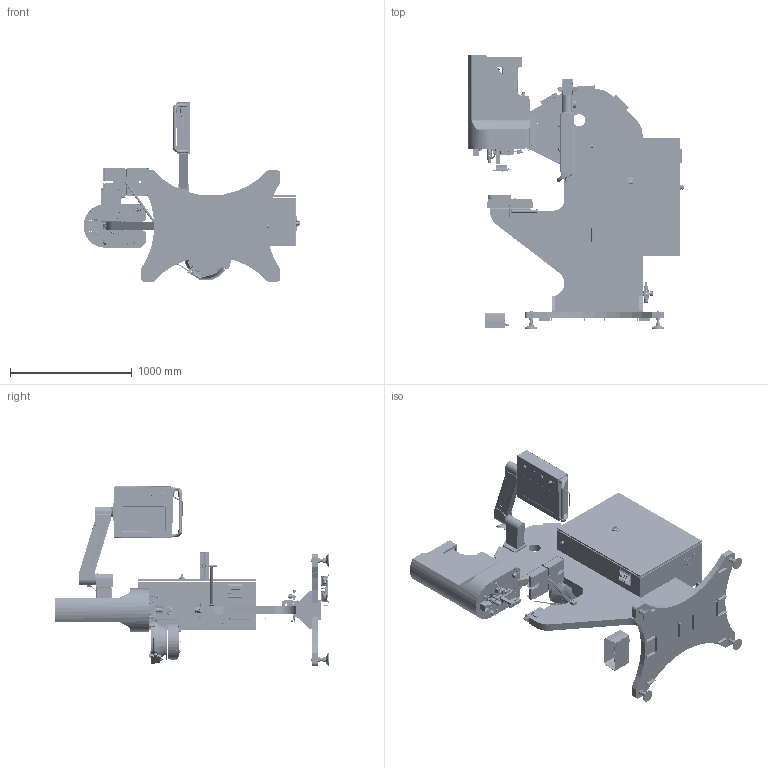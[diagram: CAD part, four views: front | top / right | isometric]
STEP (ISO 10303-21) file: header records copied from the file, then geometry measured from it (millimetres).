
FILE_DESCRIPTION (( 'STEP AP214' ), '1' );
FILE_NAME ('824 E-drive (With MAS 350).STEP', '2025-07-24T09:38:36', ( '' ), ( '' ), 'SwSTEP 2.0', 'SolidWorks 2024', '' );
FILE_SCHEMA (( 'AUTOMOTIVE_DESIGN' ));
Length unit declared in the file: millimetre
Products named in the file (1): 824 E-drive (With MAS 350)
Bounding box: 1778.7 x 2240.43 x 1472.26 mm (x, y, z)
Surface area: 15925033.1 mm2 (no closed solid volume)
Topology: 0 solids, 1403 shells, 5270 faces, 29528 edges, 24970 vertices
Faces by surface type: plane 2867, cylinder 1531, cone 418, bspline 374, torus 72, sphere 8
Entity records: 395469 total; most frequent: CARTESIAN_POINT 159983, DIRECTION 41081, ORIENTED_EDGE 36909, EDGE_CURVE 29469, VERTEX_POINT 24964, LINE 16539, VECTOR 16539, AXIS2_PLACEMENT_3D 12271
